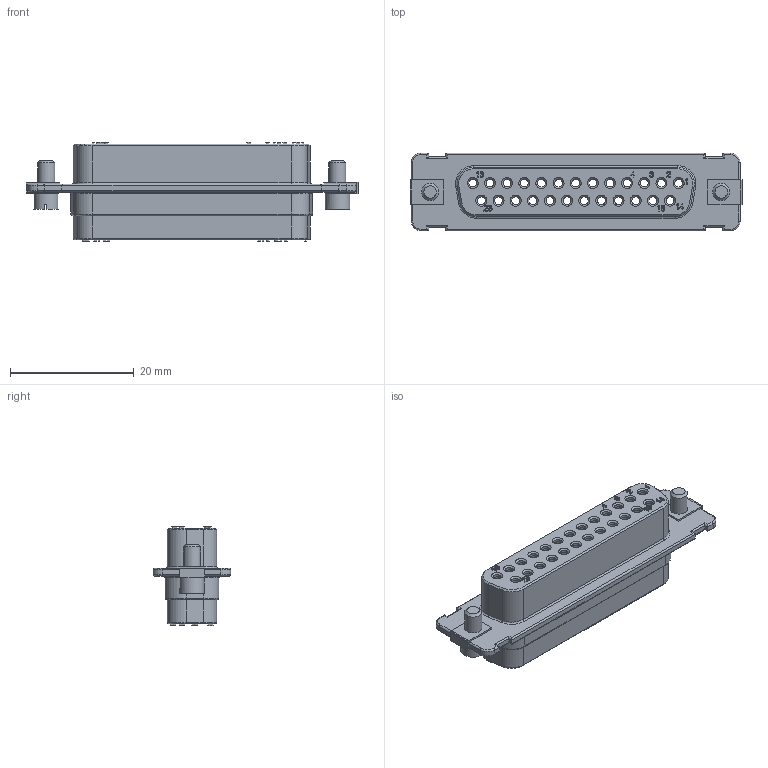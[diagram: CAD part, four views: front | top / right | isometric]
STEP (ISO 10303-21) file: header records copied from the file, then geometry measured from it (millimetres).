
FILE_DESCRIPTION(/* description */ ('Alibre Inc.'),/* implementation_level */ '2;1');
FILE_NAME(/* name */ 'export0',/* time_stamp */ '2017-02-01T11:06:17-08:00',/* author */ (''),/* organization */ (''),/* preprocessor_version */ 'ST-DEVELOPER v14',/* originating_system */ 'Alibre',/* authorisation */ '');
FILE_SCHEMA (('CONFIG_CONTROL_DESIGN'));
Length unit declared in the file: centimetre
Products named in the file (1): ID_1
Bounding box: 53.6 x 12.57 x 16 mm (x, y, z)
Volume: 3649.9 mm3; surface area: 5545.5 mm2
Topology: 1 solids, 1 shells, 770 faces, 2030 edges, 1289 vertices
Faces by surface type: plane 276, bspline 276, cylinder 130, cone 56, torus 28, sphere 4
Full cylindrical faces by diameter (mm): 1.27 x25, 2.362 x25, 2.769 x2, 3.988 x2
Entity records: 22926 total; most frequent: CARTESIAN_POINT 6394, ORIENTED_EDGE 3832, DIRECTION 2288, EDGE_CURVE 1916, VERTEX_POINT 1285, VECTOR 1023, LINE 1023, EDGE_LOOP 963
